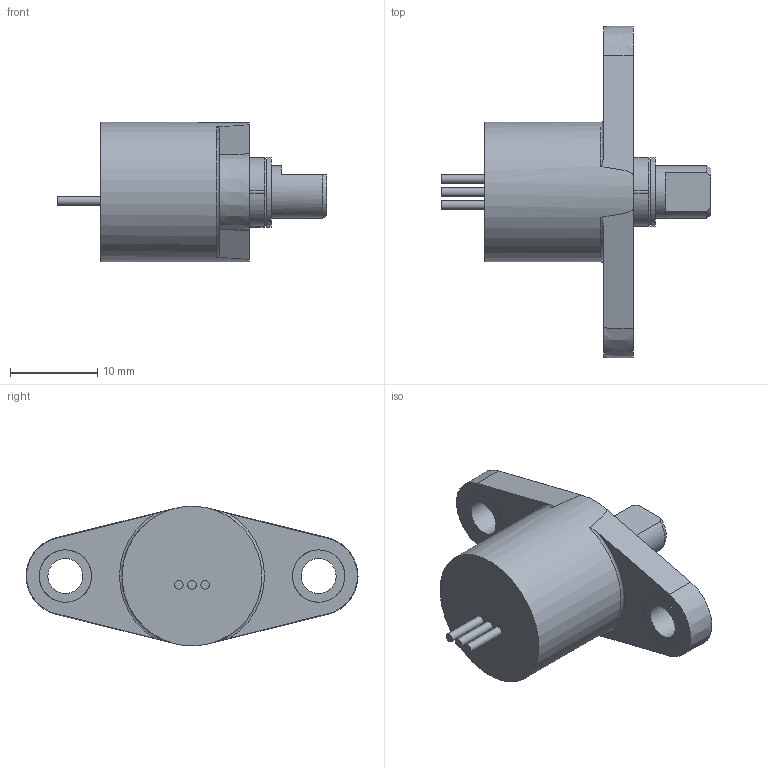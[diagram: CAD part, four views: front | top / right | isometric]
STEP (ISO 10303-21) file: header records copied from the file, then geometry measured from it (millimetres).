
FILE_DESCRIPTION(('Bauteilbeschreibung','HiCAD-Model','HiCAD-STEP-TRANSLATION','Bauteilbeschreibung'),'2;1');
FILE_NAME('VERT-X 1601_1631.STP','2009-04-14T10:37:07+00:00',('Konstrukteur'),('Konstrukteur Firma GmbH'),' HiCAD neXt 2008, Step 3.1.1401.2D ','HiCAD neXt 2008','confidential');
FILE_SCHEMA(('AUTOMOTIVE_DESIGN { 1 2 10303 214 0 1 1 1 }'));
Length unit declared in the file: millimetre
Products named in the file (8): VERT_X 1601_1631; VERT_X_1600_XXX_XXX_2XX; WIRES; WIRE1; WIRE2; WIRE3; HOUSING; SHAFT
Assembly tree (7 placements, depth 4):
  VERT_X 1601_1631
    VERT_X_1600_XXX_XXX_2XX
      WIRES
        WIRE1
        WIRE2
        WIRE3
      HOUSING
      SHAFT
Bounding box: 30.9 x 38 x 15.97 mm (x, y, z)
Volume: 4234.2 mm3; surface area: 2947.3 mm2
Topology: 5 solids, 7 shells, 1079 faces, 3020 edges, 1969 vertices
Faces by surface type: cylinder 746, plane 243, cone 30, torus 24, sphere 20, bspline 16
Full cylindrical faces by diameter (mm): 1 x3, 1.5 x3, 3 x3, 3.14 x1, 3.165 x2, 3.2 x1, 4 x6, 4.5 x1, 5 x1, 5.2 x1, 6 x6, 8 x1, 16 x1
Entity records: 50851 total; most frequent: CARTESIAN_POINT 8009, DIRECTION 6602, ORIENTED_EDGE 5890, EDGE_CURVE 2945, COLOUR_RGB 2761, PRESENTATION_STYLE_ASSIGNMENT 2761, OVER_RIDING_STYLED_ITEM 2756, CURVE_STYLE 2746
